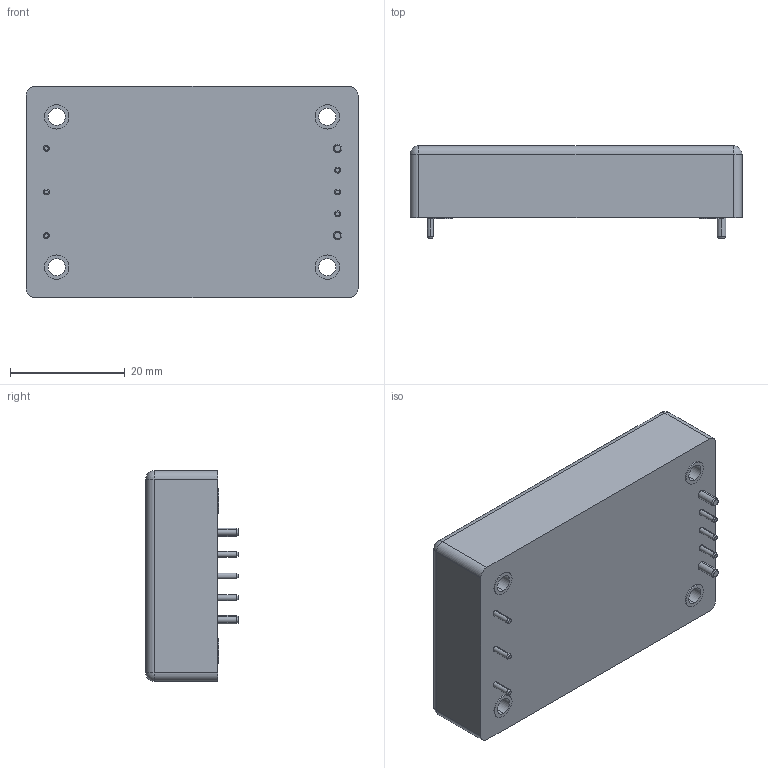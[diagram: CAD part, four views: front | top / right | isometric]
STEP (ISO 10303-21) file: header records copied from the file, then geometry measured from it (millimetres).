
FILE_DESCRIPTION (( 'STEP AP214' ), '1' );
FILE_NAME ('CUI_VQE50W-Q24-S12.step', '2017-08-12T00:46:21', ( '' ), ( '' ), 'SwSTEP 2.0', 'SolidWorks 2017', '' );
FILE_SCHEMA (( 'AUTOMOTIVE_DESIGN' ));
Length unit declared in the file: millimetre
Products named in the file (1): CUI_VQE50W-Q24-S12
Bounding box: 57.9 x 16.1 x 36.8 mm (x, y, z)
Volume: 26202.6 mm3; surface area: 7003.3 mm2
Topology: 1 solids, 1 shells, 78 faces, 168 edges, 100 vertices
Faces by surface type: cylinder 40, plane 18, cone 16, sphere 4
Entity records: 2667 total; most frequent: DIRECTION 418, CARTESIAN_POINT 343, ORIENTED_EDGE 328, AXIS2_PLACEMENT_3D 175, EDGE_CURVE 164, VERTEX_POINT 100, EDGE_LOOP 98, CIRCLE 96
